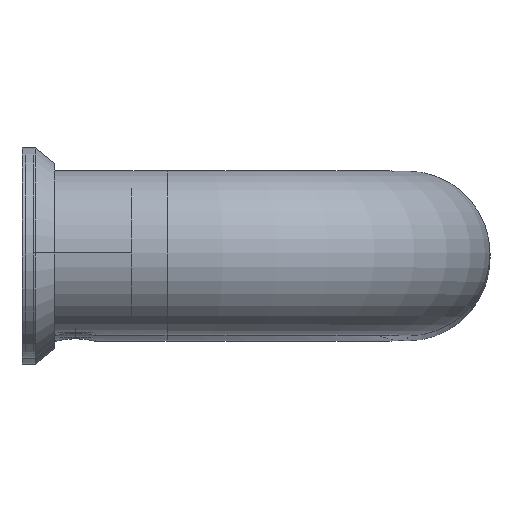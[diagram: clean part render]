
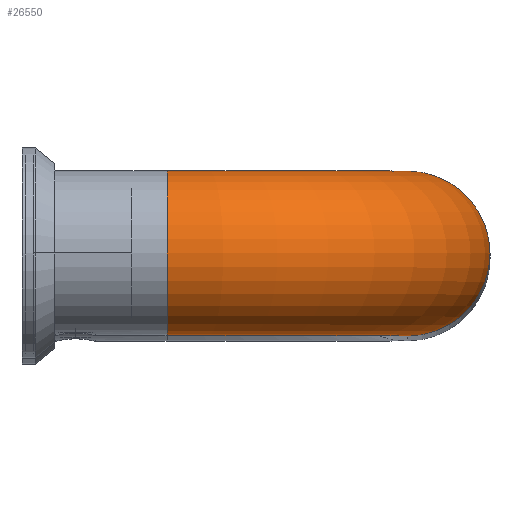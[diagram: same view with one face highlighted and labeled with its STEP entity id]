
A CAD part, top view. The second image highlights one B-rep face of the part: STEP entity #26550.
In plain terms, the highlighted toroidal (fillet/blend) face has major radius 36.5 mm and minor radius 12.5 mm.
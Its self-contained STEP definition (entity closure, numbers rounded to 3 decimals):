
#25190=CARTESIAN_POINT('',(-36.1,-12.5,-75.));
#25200=VERTEX_POINT('',#25190);
#25320=CARTESIAN_POINT('',(-36.1,12.5,-75.));
#25330=VERTEX_POINT('',#25320);
#25360=CARTESIAN_POINT('',(-36.1,0.,-75.));
#25370=DIRECTION('',(1.,0.,0.));
#25380=DIRECTION('',(0.,-1.,0.));
#25390=AXIS2_PLACEMENT_3D('',#25360,#25370,#25380);
#25400=CIRCLE('',#25390,12.5);
#25410=EDGE_CURVE('',#25330,#25200,#25400,.T.);
#26140=CARTESIAN_POINT('',(-36.1,12.5,-111.5));
#26150=DIRECTION('',(0.,1.,0.));
#26160=DIRECTION('',(0.,0.,1.));
#26170=AXIS2_PLACEMENT_3D('',#26140,#26150,#26160);
#26180=CIRCLE('',#26170,36.5);
#26190=CARTESIAN_POINT('',(0.4,12.5,-111.5));
#26200=VERTEX_POINT('',#26190);
#26210=EDGE_CURVE('',#25330,#26200,#26180,.T.);
#26240=CARTESIAN_POINT('',(-36.1,-12.5,-111.5));
#26250=DIRECTION('',(0.,1.,0.));
#26260=DIRECTION('',(0.,0.,1.));
#26270=AXIS2_PLACEMENT_3D('',#26240,#26250,#26260);
#26280=CIRCLE('',#26270,36.5);
#26290=CARTESIAN_POINT('',(0.4,-12.5,-111.5));
#26300=VERTEX_POINT('',#26290);
#26310=EDGE_CURVE('',#25200,#26300,#26280,.T.);
#26330=CARTESIAN_POINT('',(0.4,0.,-111.5));
#26340=DIRECTION('',(0.,-0.,-1.));
#26350=DIRECTION('',(0.,-1.,0.));
#26360=AXIS2_PLACEMENT_3D('',#26330,#26340,#26350);
#26370=CIRCLE('',#26360,12.5);
#26430=CARTESIAN_POINT('',(-36.1,0.,-111.5));
#26440=DIRECTION('',(0.,1.,0.));
#26450=DIRECTION('',(0.,0.,1.));
#26460=AXIS2_PLACEMENT_3D('',#26430,#26440,#26450);
#26470=TOROIDAL_SURFACE('',#26460,36.5,12.5);
#26480=ORIENTED_EDGE('',*,*,#26210,.F.);
#26490=EDGE_CURVE('',#26200,#26300,#26370,.T.);
#26500=ORIENTED_EDGE('',*,*,#26490,.F.);
#26510=ORIENTED_EDGE('',*,*,#26310,.T.);
#26520=ORIENTED_EDGE('',*,*,#25410,.T.);
#26530=EDGE_LOOP('',(#26520,#26510,#26500,#26480));
#26540=FACE_OUTER_BOUND('',#26530,.T.);
#26550=ADVANCED_FACE('',(#26540),#26470,.T.);
